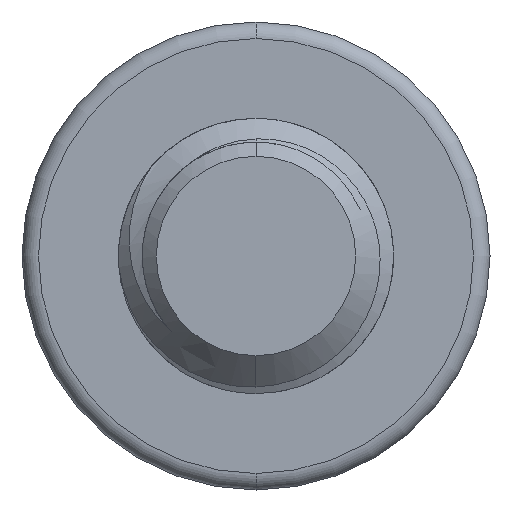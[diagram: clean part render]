
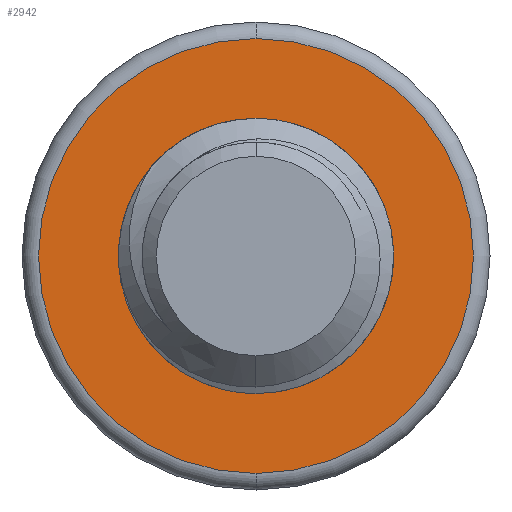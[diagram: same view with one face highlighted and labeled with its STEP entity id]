
A CAD part, front view. The second image highlights one B-rep face of the part: STEP entity #2942.
In plain terms, the highlighted planar face has unit normal (0, -1, 0).
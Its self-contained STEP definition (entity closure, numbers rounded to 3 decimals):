
#249 = AXIS2_PLACEMENT_3D ( 'NONE', #5689, #962, #6492 ) ;
#327 = DIRECTION ( 'NONE',  ( 0., 1., 0. ) ) ;
#643 = DIRECTION ( 'NONE',  ( 0., 0., 1. ) ) ;
#833 = VERTEX_POINT ( 'NONE', #7208 ) ;
#962 = DIRECTION ( 'NONE',  ( 0., -1., 0. ) ) ;
#1301 = CIRCLE ( 'NONE', #4448, 2.5 ) ;
#1373 = CIRCLE ( 'NONE', #249, 3.95 ) ;
#1644 = ORIENTED_EDGE ( 'NONE', *, *, #2197, .T. ) ;
#1800 = VERTEX_POINT ( 'NONE', #3596 ) ;
#1954 = PLANE ( 'NONE',  #5727 ) ;
#1991 = DIRECTION ( 'NONE',  ( 0., 1., 0. ) ) ;
#2025 = EDGE_CURVE ( 'NONE', #2280, #5075, #5456, .T. ) ;
#2061 = FACE_OUTER_BOUND ( 'NONE', #6663, .T. ) ;
#2197 = EDGE_CURVE ( 'NONE', #5075, #2280, #1373, .T. ) ;
#2280 = VERTEX_POINT ( 'NONE', #3701 ) ;
#2569 = ORIENTED_EDGE ( 'NONE', *, *, #2025, .T. ) ;
#2578 = CIRCLE ( 'NONE', #6091, 2.5 ) ;
#2788 = CARTESIAN_POINT ( 'NONE',  ( 0., 55., 3.95 ) ) ;
#2942 = ADVANCED_FACE ( 'NONE', ( #2061, #5340 ), #1954, .F. ) ;
#3340 = ORIENTED_EDGE ( 'NONE', *, *, #4767, .T. ) ;
#3348 = DIRECTION ( 'NONE',  ( 0., -1., 0. ) ) ;
#3596 = CARTESIAN_POINT ( 'NONE',  ( 0., 55., 2.5 ) ) ;
#3608 = ORIENTED_EDGE ( 'NONE', *, *, #5352, .T. ) ;
#3701 = CARTESIAN_POINT ( 'NONE',  ( 0., 55., -3.95 ) ) ;
#3766 = EDGE_LOOP ( 'NONE', ( #3340, #3608 ) ) ;
#3935 = AXIS2_PLACEMENT_3D ( 'NONE', #7229, #3348, #643 ) ;
#4211 = DIRECTION ( 'NONE',  ( 0., 0., 1. ) ) ;
#4310 = DIRECTION ( 'NONE',  ( 0., 0., 1. ) ) ;
#4448 = AXIS2_PLACEMENT_3D ( 'NONE', #5407, #327, #4310 ) ;
#4767 = EDGE_CURVE ( 'NONE', #833, #1800, #2578, .T. ) ;
#4900 = DIRECTION ( 'NONE',  ( 0., 0., 1. ) ) ;
#5075 = VERTEX_POINT ( 'NONE', #2788 ) ;
#5340 = FACE_BOUND ( 'NONE', #3766, .T. ) ;
#5352 = EDGE_CURVE ( 'NONE', #1800, #833, #1301, .T. ) ;
#5407 = CARTESIAN_POINT ( 'NONE',  ( 0., 55., 0. ) ) ;
#5456 = CIRCLE ( 'NONE', #3935, 3.95 ) ;
#5489 = CARTESIAN_POINT ( 'NONE',  ( 0., 55., 0. ) ) ;
#5689 = CARTESIAN_POINT ( 'NONE',  ( 0., 55., 0. ) ) ;
#5727 = AXIS2_PLACEMENT_3D ( 'NONE', #6922, #1991, #4211 ) ;
#6091 = AXIS2_PLACEMENT_3D ( 'NONE', #5489, #7173, #4900 ) ;
#6492 = DIRECTION ( 'NONE',  ( 0., 0., 1. ) ) ;
#6663 = EDGE_LOOP ( 'NONE', ( #1644, #2569 ) ) ;
#6922 = CARTESIAN_POINT ( 'NONE',  ( 0., 55., 0. ) ) ;
#7173 = DIRECTION ( 'NONE',  ( 0., 1., 0. ) ) ;
#7208 = CARTESIAN_POINT ( 'NONE',  ( 0., 55., -2.5 ) ) ;
#7229 = CARTESIAN_POINT ( 'NONE',  ( 0., 55., 0. ) ) ;
